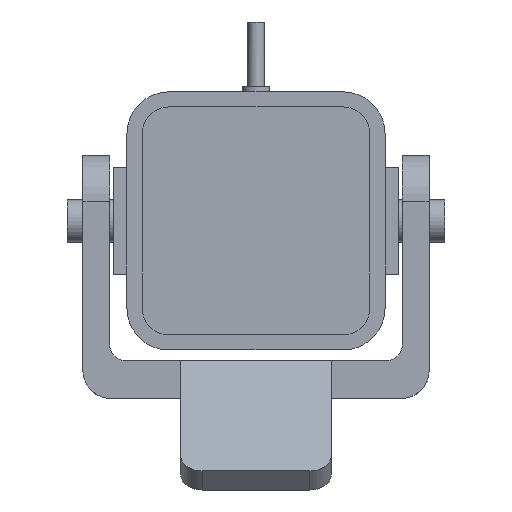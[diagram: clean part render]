
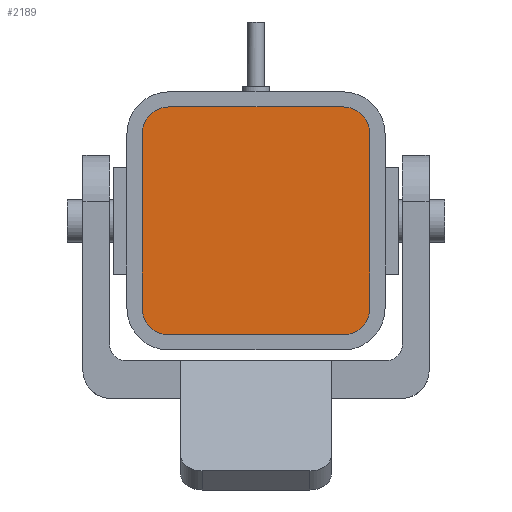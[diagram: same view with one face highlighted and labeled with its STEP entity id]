
A CAD part, front view. The second image highlights one B-rep face of the part: STEP entity #2189.
In plain terms, the highlighted planar face has unit normal (0, -1, 0).
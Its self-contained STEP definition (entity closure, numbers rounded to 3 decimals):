
#1074=PLANE('',#4765);
#1242=FACE_OUTER_BOUND('',#2526,.T.);
#1592=LINE('',#6901,#1969);
#1596=LINE('',#6910,#1973);
#1597=LINE('',#6915,#1974);
#1598=LINE('',#6919,#1975);
#1969=VECTOR('',#5580,1.);
#1973=VECTOR('',#5586,1.);
#1974=VECTOR('',#5589,1.);
#1975=VECTOR('',#5592,1.);
#2189=ADVANCED_FACE('',(#1242),#1074,.F.);
#2526=EDGE_LOOP('',(#3323,#3324,#3325,#3326,#3327,#3328,#3329,#3330));
#3323=ORIENTED_EDGE('',*,*,#4355,.F.);
#3324=ORIENTED_EDGE('',*,*,#4356,.F.);
#3325=ORIENTED_EDGE('',*,*,#4357,.F.);
#3326=ORIENTED_EDGE('',*,*,#4358,.F.);
#3327=ORIENTED_EDGE('',*,*,#4359,.T.);
#3328=ORIENTED_EDGE('',*,*,#4360,.F.);
#3329=ORIENTED_EDGE('',*,*,#4351,.F.);
#3330=ORIENTED_EDGE('',*,*,#4361,.F.);
#3880=VERTEX_POINT('',#6902);
#3881=VERTEX_POINT('',#6903);
#3884=VERTEX_POINT('',#6911);
#3885=VERTEX_POINT('',#6912);
#3886=VERTEX_POINT('',#6914);
#3887=VERTEX_POINT('',#6916);
#3888=VERTEX_POINT('',#6918);
#3889=VERTEX_POINT('',#6920);
#4351=EDGE_CURVE('',#3880,#3881,#1592,.T.);
#4355=EDGE_CURVE('',#3884,#3885,#1596,.T.);
#4356=EDGE_CURVE('',#3886,#3884,#4519,.T.);
#4357=EDGE_CURVE('',#3887,#3886,#1597,.T.);
#4358=EDGE_CURVE('',#3888,#3887,#4520,.T.);
#4359=EDGE_CURVE('',#3888,#3889,#1598,.T.);
#4360=EDGE_CURVE('',#3881,#3889,#4521,.T.);
#4361=EDGE_CURVE('',#3885,#3880,#4522,.T.);
#4519=CIRCLE('',#4761,2.5);
#4520=CIRCLE('',#4762,2.5);
#4521=CIRCLE('',#4763,2.5);
#4522=CIRCLE('',#4764,2.5);
#4761=AXIS2_PLACEMENT_3D('',#6913,#5587,#5588);
#4762=AXIS2_PLACEMENT_3D('',#6917,#5590,#5591);
#4763=AXIS2_PLACEMENT_3D('',#6921,#5593,#5594);
#4764=AXIS2_PLACEMENT_3D('',#6922,#5595,#5596);
#4765=AXIS2_PLACEMENT_3D('',#6923,#5597,#5598);
#5580=DIRECTION('',(1.,0.,0.));
#5586=DIRECTION('',(0.,0.,1.));
#5587=DIRECTION('',(0.,1.,0.));
#5588=DIRECTION('',(0.,0.,-1.));
#5589=DIRECTION('',(-1.,0.,0.));
#5590=DIRECTION('',(0.,1.,0.));
#5591=DIRECTION('',(1.,0.,0.));
#5592=DIRECTION('',(0.,0.,1.));
#5593=DIRECTION('',(0.,1.,0.));
#5594=DIRECTION('',(0.,0.,1.));
#5595=DIRECTION('',(0.,1.,0.));
#5596=DIRECTION('',(-1.,0.,0.));
#5597=DIRECTION('',(0.,1.,0.));
#5598=DIRECTION('',(0.,0.,1.));
#6901=CARTESIAN_POINT('',(-8.1,17.5,10.6));
#6902=CARTESIAN_POINT('',(-8.1,17.5,10.6));
#6903=CARTESIAN_POINT('',(8.1,17.5,10.6));
#6910=CARTESIAN_POINT('',(-10.6,17.5,-8.1));
#6911=CARTESIAN_POINT('',(-10.6,17.5,-8.1));
#6912=CARTESIAN_POINT('',(-10.6,17.5,8.1));
#6913=CARTESIAN_POINT('',(-8.1,17.5,-8.1));
#6914=CARTESIAN_POINT('',(-8.1,17.5,-10.6));
#6915=CARTESIAN_POINT('',(8.1,17.5,-10.6));
#6916=CARTESIAN_POINT('',(8.1,17.5,-10.6));
#6917=CARTESIAN_POINT('',(8.1,17.5,-8.1));
#6918=CARTESIAN_POINT('',(10.6,17.5,-8.1));
#6919=CARTESIAN_POINT('',(10.6,17.5,-8.1));
#6920=CARTESIAN_POINT('',(10.6,17.5,8.1));
#6921=CARTESIAN_POINT('',(8.1,17.5,8.1));
#6922=CARTESIAN_POINT('',(-8.1,17.5,8.1));
#6923=CARTESIAN_POINT('',(-11.13,17.5,-11.13));
